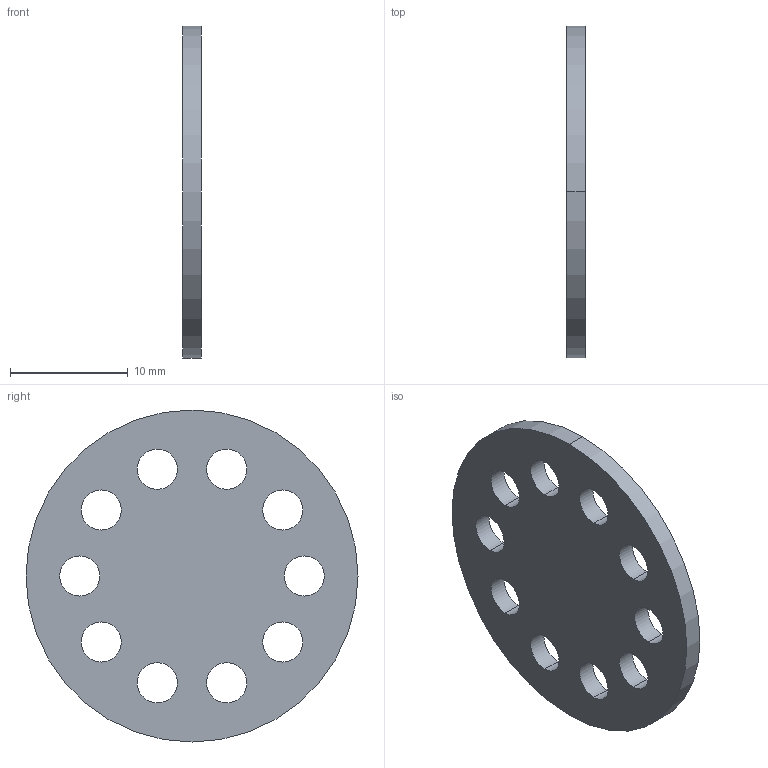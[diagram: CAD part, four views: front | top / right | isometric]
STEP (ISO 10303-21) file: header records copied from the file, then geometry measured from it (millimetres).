
FILE_DESCRIPTION (( 'STEP AP214' ), '1' );
FILE_NAME ('Shaft Cap^Shoulder Housing.STEP', '2021-02-19T00:29:52', ( '' ), ( '' ), 'SwSTEP 2.0', 'SolidWorks 2019', '' );
FILE_SCHEMA (( 'AUTOMOTIVE_DESIGN' ));
Length unit declared in the file: inch
Products named in the file (1): Shaft Cap^Shoulder Housing
Bounding box: 1.59 x 28.18 x 28.18 mm (x, y, z)
Volume: 845.6 mm3; surface area: 1375.4 mm2
Topology: 1 solids, 1 shells, 24 faces, 66 edges, 44 vertices
Faces by surface type: cylinder 22, plane 2
Entity records: 874 total; most frequent: DIRECTION 160, CARTESIAN_POINT 135, ORIENTED_EDGE 132, AXIS2_PLACEMENT_3D 69, EDGE_CURVE 66, EDGE_LOOP 44, VERTEX_POINT 44, CIRCLE 44
